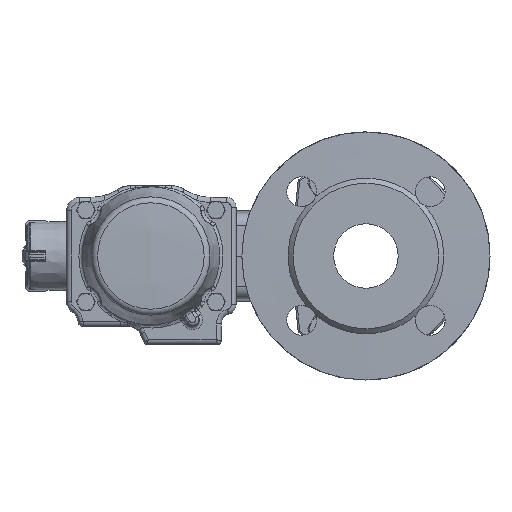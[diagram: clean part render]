
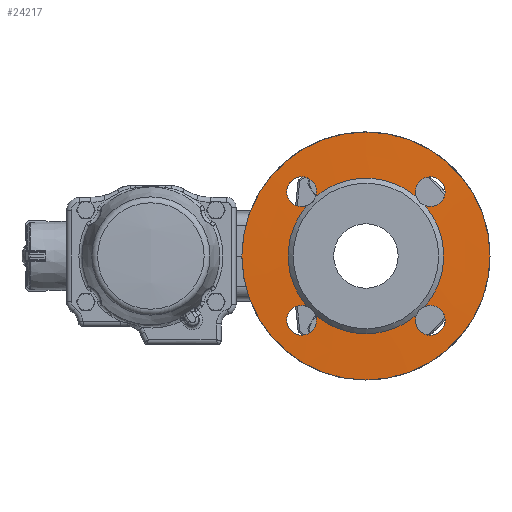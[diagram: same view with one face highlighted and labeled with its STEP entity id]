
A CAD part, left-side view. The second image highlights one B-rep face of the part: STEP entity #24217.
In plain terms, the highlighted conical face has half-angle 88.5 degrees and reference radius 47 mm.
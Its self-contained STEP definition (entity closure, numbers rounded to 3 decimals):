
#1037=B_SPLINE_CURVE_WITH_KNOTS('',3,(#35879,#35880,#35881,#35882,#35883,
#35884,#35885,#35886,#35887,#35888,#35889,#35890,#35891),.UNSPECIFIED.,
 .F.,.F.,(4,1,1,1,1,1,1,1,1,1,4),(-0.003,0.,
0.003,0.009,0.015,0.021,
0.027,0.03,0.033,0.039,
0.045),.UNSPECIFIED.);
#1040=B_SPLINE_CURVE_WITH_KNOTS('',3,(#35922,#35923,#35924,#35925,#35926,
#35927,#35928,#35929,#35930,#35931,#35932,#35933,#35934),.UNSPECIFIED.,
 .F.,.F.,(4,1,1,1,1,1,1,1,1,1,4),(-0.017,-0.014,
-0.011,-0.005,0.001,0.007,
0.013,0.019,0.025,0.028,
0.031),.UNSPECIFIED.);
#1044=B_SPLINE_CURVE_WITH_KNOTS('',3,(#35974,#35975,#35976,#35977,#35978,
#35979,#35980,#35981,#35982,#35983,#35984,#35985,#35986),.UNSPECIFIED.,
 .F.,.F.,(4,1,1,1,1,1,1,1,1,1,4),(0.,0.003,0.006,
0.012,0.018,0.024,0.03,
0.033,0.036,0.042,0.048),
 .UNSPECIFIED.);
#1047=B_SPLINE_CURVE_WITH_KNOTS('',3,(#36017,#36018,#36019,#36020,#36021,
#36022,#36023,#36024,#36025,#36026,#36027,#36028,#36029),.UNSPECIFIED.,
 .F.,.F.,(4,1,1,1,1,1,1,1,1,1,4),(0.,0.003,
0.006,0.012,0.018,0.024,
0.03,0.036,0.042,0.045,
0.048),.UNSPECIFIED.);
#1923=CONICAL_SURFACE('',#26138,47.,1.545);
#5612=ORIENTED_EDGE('',*,*,#13029,.F.);
#5613=ORIENTED_EDGE('',*,*,#13030,.T.);
#5614=ORIENTED_EDGE('',*,*,#13017,.T.);
#5615=ORIENTED_EDGE('',*,*,#13031,.T.);
#5616=ORIENTED_EDGE('',*,*,#13014,.T.);
#5617=ORIENTED_EDGE('',*,*,#13032,.T.);
#5618=ORIENTED_EDGE('',*,*,#13024,.T.);
#5619=ORIENTED_EDGE('',*,*,#13033,.T.);
#5620=ORIENTED_EDGE('',*,*,#13021,.T.);
#13014=EDGE_CURVE('',#16717,#16718,#1037,.T.);
#13017=EDGE_CURVE('',#16720,#16721,#1040,.T.);
#13021=EDGE_CURVE('',#16724,#16723,#1044,.T.);
#13024=EDGE_CURVE('',#16727,#16726,#1047,.T.);
#13029=EDGE_CURVE('',#16731,#16731,#19000,.T.);
#13030=EDGE_CURVE('',#16723,#16720,#19001,.T.);
#13031=EDGE_CURVE('',#16721,#16717,#19002,.T.);
#13032=EDGE_CURVE('',#16718,#16727,#19003,.T.);
#13033=EDGE_CURVE('',#16726,#16724,#19004,.T.);
#16717=VERTEX_POINT('',#35892);
#16718=VERTEX_POINT('',#35893);
#16720=VERTEX_POINT('',#35935);
#16721=VERTEX_POINT('',#35936);
#16723=VERTEX_POINT('',#35972);
#16724=VERTEX_POINT('',#35973);
#16726=VERTEX_POINT('',#36015);
#16727=VERTEX_POINT('',#36016);
#16731=VERTEX_POINT('',#36058);
#19000=CIRCLE('',#26139,75.);
#19001=CIRCLE('',#26140,47.);
#19002=CIRCLE('',#26141,47.);
#19003=CIRCLE('',#26142,47.);
#19004=CIRCLE('',#26143,47.);
#20184=EDGE_LOOP('',(#5612));
#20185=EDGE_LOOP('',(#5613,#5614,#5615,#5616,#5617,#5618,#5619,#5620));
#22026=FACE_BOUND('',#20184,.T.);
#22027=FACE_BOUND('',#20185,.T.);
#24217=ADVANCED_FACE('',(#22026,#22027),#1923,.T.);
#26138=AXIS2_PLACEMENT_3D('',#36056,#28684,#28685);
#26139=AXIS2_PLACEMENT_3D('',#36057,#28686,#28687);
#26140=AXIS2_PLACEMENT_3D('',#36059,#28688,#28689);
#26141=AXIS2_PLACEMENT_3D('',#36060,#28690,#28691);
#26142=AXIS2_PLACEMENT_3D('',#36061,#28692,#28693);
#26143=AXIS2_PLACEMENT_3D('',#36062,#28694,#28695);
#28684=DIRECTION('',(1.,0.,0.));
#28685=DIRECTION('',(0.,0.,-1.));
#28686=DIRECTION('',(1.,0.,0.));
#28687=DIRECTION('',(0.,0.,-1.));
#28688=DIRECTION('',(1.,0.,0.));
#28689=DIRECTION('',(0.,0.,-1.));
#28690=DIRECTION('',(1.,0.,0.));
#28691=DIRECTION('',(0.,0.,-1.));
#28692=DIRECTION('',(1.,0.,0.));
#28693=DIRECTION('',(0.,0.,-1.));
#28694=DIRECTION('',(1.,0.,0.));
#28695=DIRECTION('',(0.,0.,-1.));
#35879=CARTESIAN_POINT('',(-82.,-35.819,-30.43));
#35880=CARTESIAN_POINT('',(-81.987,-36.781,-30.081));
#35881=CARTESIAN_POINT('',(-81.951,-38.787,-29.72));
#35882=CARTESIAN_POINT('',(-81.855,-42.86,-30.361));
#35883=CARTESIAN_POINT('',(-81.715,-47.077,-33.667));
#35884=CARTESIAN_POINT('',(-81.587,-48.546,-39.939));
#35885=CARTESIAN_POINT('',(-81.539,-45.764,-45.75));
#35886=CARTESIAN_POINT('',(-81.578,-40.935,-48.073));
#35887=CARTESIAN_POINT('',(-81.651,-36.815,-47.824));
#35888=CARTESIAN_POINT('',(-81.743,-33.021,-46.239));
#35889=CARTESIAN_POINT('',(-81.883,-29.702,-42.027));
#35890=CARTESIAN_POINT('',(-81.973,-29.732,-37.744));
#35891=CARTESIAN_POINT('',(-82.,-30.43,-35.819));
#35892=CARTESIAN_POINT('',(-82.,-35.819,-30.43));
#35893=CARTESIAN_POINT('',(-82.,-30.43,-35.819));
#35922=CARTESIAN_POINT('',(-82.,-30.43,35.819));
#35923=CARTESIAN_POINT('',(-81.987,-30.081,36.781));
#35924=CARTESIAN_POINT('',(-81.951,-29.72,38.791));
#35925=CARTESIAN_POINT('',(-81.855,-30.363,42.862));
#35926=CARTESIAN_POINT('',(-81.715,-33.664,47.079));
#35927=CARTESIAN_POINT('',(-81.586,-39.96,48.545));
#35928=CARTESIAN_POINT('',(-81.539,-45.759,45.753));
#35929=CARTESIAN_POINT('',(-81.587,-48.545,39.946));
#35930=CARTESIAN_POINT('',(-81.715,-47.079,33.673));
#35931=CARTESIAN_POINT('',(-81.855,-42.872,30.365));
#35932=CARTESIAN_POINT('',(-81.952,-38.785,29.72));
#35933=CARTESIAN_POINT('',(-81.987,-36.781,30.081));
#35934=CARTESIAN_POINT('',(-82.,-35.819,30.43));
#35935=CARTESIAN_POINT('',(-82.,-30.43,35.819));
#35936=CARTESIAN_POINT('',(-82.,-35.819,30.43));
#35972=CARTESIAN_POINT('',(-82.,30.43,35.819));
#35973=CARTESIAN_POINT('',(-82.,35.819,30.43));
#35974=CARTESIAN_POINT('',(-82.,35.819,30.43));
#35975=CARTESIAN_POINT('',(-81.987,36.781,30.081));
#35976=CARTESIAN_POINT('',(-81.951,38.787,29.72));
#35977=CARTESIAN_POINT('',(-81.855,42.86,30.361));
#35978=CARTESIAN_POINT('',(-81.715,47.077,33.667));
#35979=CARTESIAN_POINT('',(-81.587,48.546,39.939));
#35980=CARTESIAN_POINT('',(-81.539,45.764,45.75));
#35981=CARTESIAN_POINT('',(-81.578,40.935,48.073));
#35982=CARTESIAN_POINT('',(-81.651,36.815,47.824));
#35983=CARTESIAN_POINT('',(-81.743,33.021,46.239));
#35984=CARTESIAN_POINT('',(-81.883,29.702,42.027));
#35985=CARTESIAN_POINT('',(-81.973,29.732,37.744));
#35986=CARTESIAN_POINT('',(-82.,30.43,35.819));
#36015=CARTESIAN_POINT('',(-82.,35.819,-30.43));
#36016=CARTESIAN_POINT('',(-82.,30.43,-35.819));
#36017=CARTESIAN_POINT('',(-82.,30.43,-35.819));
#36018=CARTESIAN_POINT('',(-81.987,30.081,-36.781));
#36019=CARTESIAN_POINT('',(-81.951,29.72,-38.791));
#36020=CARTESIAN_POINT('',(-81.855,30.363,-42.862));
#36021=CARTESIAN_POINT('',(-81.715,33.664,-47.079));
#36022=CARTESIAN_POINT('',(-81.586,39.96,-48.545));
#36023=CARTESIAN_POINT('',(-81.539,45.759,-45.753));
#36024=CARTESIAN_POINT('',(-81.587,48.545,-39.946));
#36025=CARTESIAN_POINT('',(-81.715,47.079,-33.673));
#36026=CARTESIAN_POINT('',(-81.855,42.872,-30.365));
#36027=CARTESIAN_POINT('',(-81.952,38.785,-29.72));
#36028=CARTESIAN_POINT('',(-81.987,36.781,-30.081));
#36029=CARTESIAN_POINT('',(-82.,35.819,-30.43));
#36056=CARTESIAN_POINT('',(-82.,0.,0.));
#36057=CARTESIAN_POINT('',(-81.267,0.,0.));
#36058=CARTESIAN_POINT('',(-81.267,0.,-75.));
#36059=CARTESIAN_POINT('',(-82.,0.,0.));
#36060=CARTESIAN_POINT('',(-82.,0.,0.));
#36061=CARTESIAN_POINT('',(-82.,0.,0.));
#36062=CARTESIAN_POINT('',(-82.,0.,0.));
